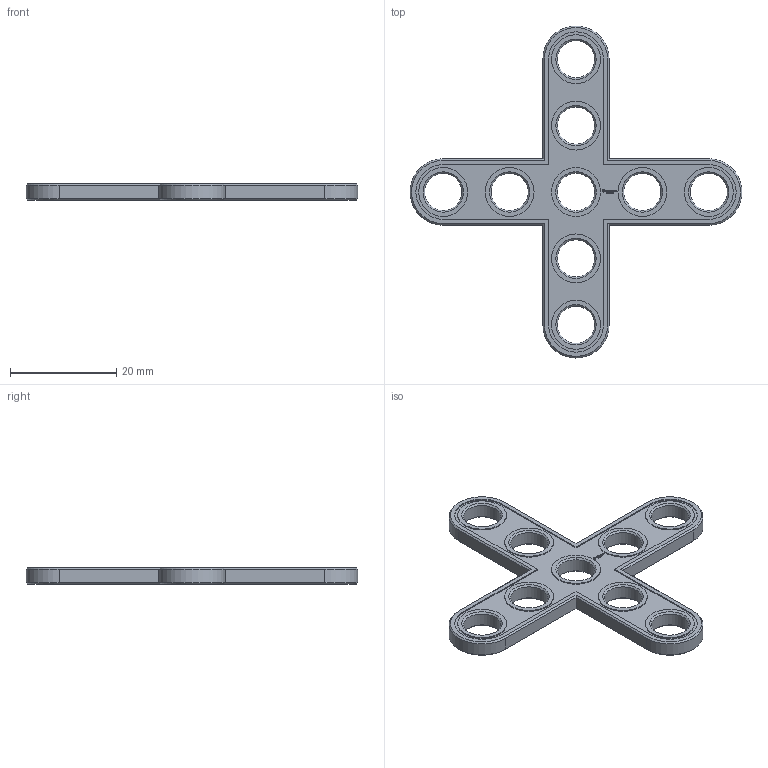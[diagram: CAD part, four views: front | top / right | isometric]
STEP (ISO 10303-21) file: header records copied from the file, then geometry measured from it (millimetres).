
FILE_DESCRIPTION(('FreeCAD Model'),'2;1');
FILE_NAME('Open CASCADE Shape Model','2023-10-20T20:09:48',(''),(''), 'Open CASCADE STEP processor 7.6','FreeCAD','Unknown');
FILE_SCHEMA(('AUTOMOTIVE_DESIGN { 1 0 10303 214 1 1 1 1 }'));
Length unit declared in the file: millimetre
Products named in the file (1): Brace CRS STD SYM ER BU05x00,25 - SPN-BRC-0601 (stemfie.org)
Bounding box: 62.5 x 62.5 x 3.12 mm (x, y, z)
Volume: 2965.3 mm3; surface area: 3268.1 mm2
Topology: 1 solids, 1 shells, 619 faces, 1691 edges, 1118 vertices
Faces by surface type: plane 351, extrusion 202, cone 40, cylinder 26
Full cylindrical faces by diameter (mm): 7 x9, 9.2 x9
Entity records: 42571 total; most frequent: CARTESIAN_POINT 11404, DIRECTION 4605, VECTOR 3501, ORIENTED_EDGE 3382, PCURVE 3382, DEFINITIONAL_REPRESENTATION 3382, LINE 3299, B_SPLINE_CURVE_WITH_KNOTS 1776
